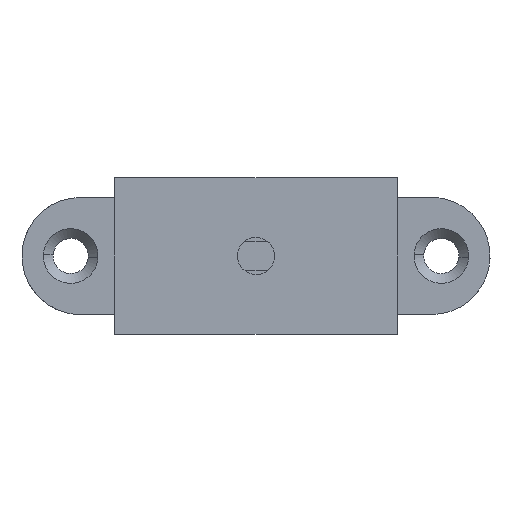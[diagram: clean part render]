
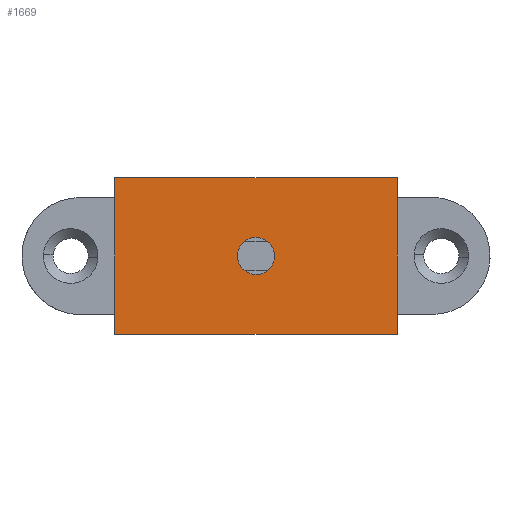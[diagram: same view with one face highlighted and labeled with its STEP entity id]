
A CAD part, front view. The second image highlights one B-rep face of the part: STEP entity #1669.
In plain terms, the highlighted free-form (B-spline) face has degree [1, 1] with [2, 2] control points.
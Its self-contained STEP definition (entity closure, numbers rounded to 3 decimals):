
#1300=CARTESIAN_POINT('',(1.896,-35.769,0.116));
#1301=VERTEX_POINT('',#1300);
#1341=CARTESIAN_POINT('',(-1.896,-35.769,-0.116));
#1342=VERTEX_POINT('',#1341);
#1348=CARTESIAN_POINT('',(0.0,-35.769,-1.9));
#1349=VERTEX_POINT('',#1348);
#1350=CARTESIAN_POINT('',(0.0,-35.769,-1.9));
#1351=CARTESIAN_POINT('',(-1.787,-35.769,-1.9));
#1352=CARTESIAN_POINT('',(-1.896,-35.769,-0.116));
#1360=(BOUNDED_CURVE()B_SPLINE_CURVE(2,(#1350,#1351,#1352),.UNSPECIFIED.,.F.,.U.)B_SPLINE_CURVE_WITH_KNOTS((3,3),(0.5,0.739),.UNSPECIFIED.)CURVE()GEOMETRIC_REPRESENTATION_ITEM()RATIONAL_B_SPLINE_CURVE((1.0,0.72,0.976))REPRESENTATION_ITEM(''));
#1361=EDGE_CURVE('',#1349,#1342,#1360,.T.);
#1363=CARTESIAN_POINT('',(1.896,-35.769,0.116));
#1364=CARTESIAN_POINT('',(1.9,-35.769,0.058));
#1365=CARTESIAN_POINT('',(1.9,-35.769,0.));
#1366=CARTESIAN_POINT('',(1.9,-35.769,-1.9));
#1367=CARTESIAN_POINT('',(0.0,-35.769,-1.9));
#1375=(BOUNDED_CURVE()B_SPLINE_CURVE(2,(#1363,#1364,#1365,#1366,#1367),.UNSPECIFIED.,.F.,.U.)B_SPLINE_CURVE_WITH_KNOTS((3,2,3),(0.239,0.25,0.5),.UNSPECIFIED.)CURVE()GEOMETRIC_REPRESENTATION_ITEM()RATIONAL_B_SPLINE_CURVE((0.976,0.988,1.0,0.707,1.0))REPRESENTATION_ITEM(''));
#1376=EDGE_CURVE('',#1301,#1349,#1375,.T.);
#1400=CARTESIAN_POINT('',(0.0,-35.769,1.9));
#1401=VERTEX_POINT('',#1400);
#1402=CARTESIAN_POINT('',(0.0,-35.769,1.9));
#1403=CARTESIAN_POINT('',(1.787,-35.769,1.9));
#1404=CARTESIAN_POINT('',(1.896,-35.769,0.116));
#1412=(BOUNDED_CURVE()B_SPLINE_CURVE(2,(#1402,#1403,#1404),.UNSPECIFIED.,.F.,.U.)B_SPLINE_CURVE_WITH_KNOTS((3,3),(0.0,0.239),.UNSPECIFIED.)CURVE()GEOMETRIC_REPRESENTATION_ITEM()RATIONAL_B_SPLINE_CURVE((1.0,0.72,0.976))REPRESENTATION_ITEM(''));
#1413=EDGE_CURVE('',#1401,#1301,#1412,.T.);
#1415=CARTESIAN_POINT('',(-1.896,-35.769,-0.116));
#1416=CARTESIAN_POINT('',(-1.9,-35.769,-0.058));
#1417=CARTESIAN_POINT('',(-1.9,-35.769,0.));
#1418=CARTESIAN_POINT('',(-1.9,-35.769,1.9));
#1419=CARTESIAN_POINT('',(0.0,-35.769,1.9));
#1427=(BOUNDED_CURVE()B_SPLINE_CURVE(2,(#1415,#1416,#1417,#1418,#1419),.UNSPECIFIED.,.F.,.U.)B_SPLINE_CURVE_WITH_KNOTS((3,2,3),(0.739,0.75,1.0),.UNSPECIFIED.)CURVE()GEOMETRIC_REPRESENTATION_ITEM()RATIONAL_B_SPLINE_CURVE((0.976,0.988,1.0,0.707,1.0))REPRESENTATION_ITEM(''));
#1428=EDGE_CURVE('',#1342,#1401,#1427,.T.);
#1628=CARTESIAN_POINT('',(-15.949,-35.769,-8.799));
#1629=CARTESIAN_POINT('',(15.949,-35.769,-8.799));
#1630=CARTESIAN_POINT('',(-15.949,-35.769,8.799));
#1631=CARTESIAN_POINT('',(15.949,-35.769,8.799));
#1632=B_SPLINE_SURFACE_WITH_KNOTS('',1,1,((#1628,#1630),(#1629,#1631)),.UNSPECIFIED.,.F.,.F.,.U.,(2,2),(2,2),(0.0,31.897),(0.0,17.598),.UNSPECIFIED.);
#1633=CARTESIAN_POINT('',(-14.5,-35.769,8.0));
#1634=VERTEX_POINT('',#1633);
#1635=CARTESIAN_POINT('',(-14.5,-35.769,-8.0));
#1636=VERTEX_POINT('',#1635);
#1637=CARTESIAN_POINT('',(-14.5,-35.769,8.0));
#1638=CARTESIAN_POINT('',(-14.5,-35.769,-8.0));
#1639=QUASI_UNIFORM_CURVE('',1,(#1637,#1638),.UNSPECIFIED.,.F.,.U.);
#1640=EDGE_CURVE('',#1634,#1636,#1639,.T.);
#1641=ORIENTED_EDGE('',*,*,#1640,.T.);
#1642=CARTESIAN_POINT('',(14.5,-35.769,-8.0));
#1643=VERTEX_POINT('',#1642);
#1644=CARTESIAN_POINT('',(-14.5,-35.769,-8.0));
#1645=CARTESIAN_POINT('',(14.5,-35.769,-8.0));
#1646=QUASI_UNIFORM_CURVE('',1,(#1644,#1645),.UNSPECIFIED.,.F.,.U.);
#1647=EDGE_CURVE('',#1636,#1643,#1646,.T.);
#1648=ORIENTED_EDGE('',*,*,#1647,.T.);
#1649=CARTESIAN_POINT('',(14.5,-35.769,8.0));
#1650=VERTEX_POINT('',#1649);
#1651=CARTESIAN_POINT('',(14.5,-35.769,-8.0));
#1652=CARTESIAN_POINT('',(14.5,-35.769,8.0));
#1653=QUASI_UNIFORM_CURVE('',1,(#1651,#1652),.UNSPECIFIED.,.F.,.U.);
#1654=EDGE_CURVE('',#1643,#1650,#1653,.T.);
#1655=ORIENTED_EDGE('',*,*,#1654,.T.);
#1656=CARTESIAN_POINT('',(14.5,-35.769,8.0));
#1657=CARTESIAN_POINT('',(-14.5,-35.769,8.0));
#1658=QUASI_UNIFORM_CURVE('',1,(#1656,#1657),.UNSPECIFIED.,.F.,.U.);
#1659=EDGE_CURVE('',#1650,#1634,#1658,.T.);
#1660=ORIENTED_EDGE('',*,*,#1659,.T.);
#1661=EDGE_LOOP('',(#1641,#1648,#1655,#1660));
#1662=FACE_OUTER_BOUND('',#1661,.T.);
#1663=ORIENTED_EDGE('',*,*,#1361,.T.);
#1664=ORIENTED_EDGE('',*,*,#1428,.T.);
#1665=ORIENTED_EDGE('',*,*,#1413,.T.);
#1666=ORIENTED_EDGE('',*,*,#1376,.T.);
#1667=EDGE_LOOP('',(#1663,#1664,#1665,#1666));
#1668=FACE_BOUND('',#1667,.T.);
#1669=ADVANCED_FACE('',(#1662,#1668),#1632,.T.);
